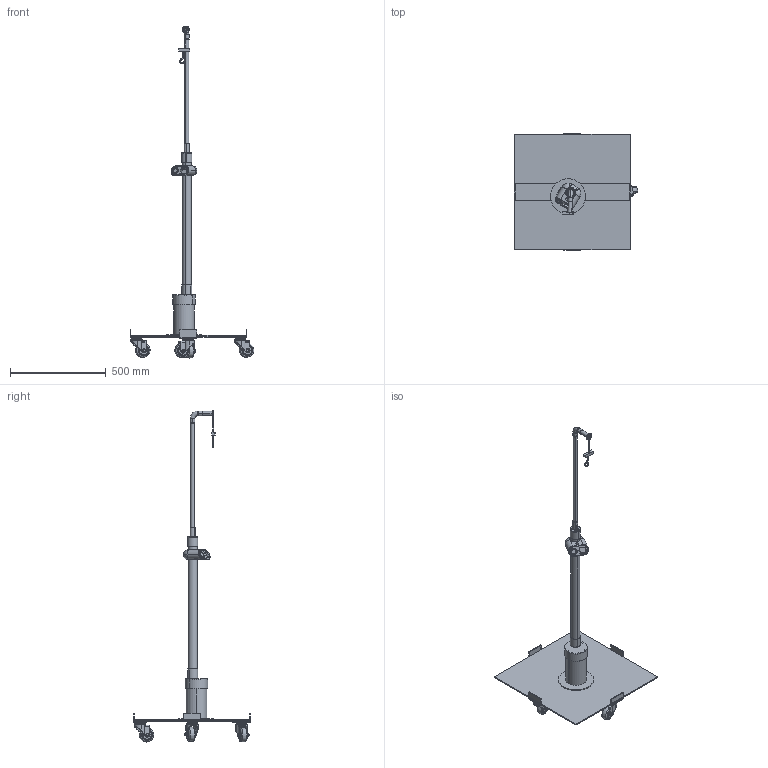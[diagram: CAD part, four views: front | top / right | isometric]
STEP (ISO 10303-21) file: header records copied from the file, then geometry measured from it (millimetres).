
FILE_DESCRIPTION (( 'STEP AP203' ), '1' );
FILE_NAME ('IV Project.STEP', '2025-12-25T01:07:05', ( '' ), ( '' ), 'SwSTEP 2.0', 'SolidWorks 2025', '' );
FILE_SCHEMA (( 'CONFIG_CONTROL_DESIGN' ));
Length unit declared in the file: inch
Products named in the file (22): CapV2; Part6; A-AX46; wheel assembly; TPR-3-TG; Part14_SmallPVC; A-R; A-PIN-S; Part 5_ Load Cell NEWNEW; Part13_MediumPVC; IV Project; Part 6_ Hook (1) NEWNEW; JoystickAndLEDHolder; Part12_PVCBase; Part15_PVCElbow; Part16_SmallPVC_HangOver; drum dolly; TPP1; Part11_Wood_Base; TPR-3-T; Small Cap V2; Load Cell Assembly NewNEW
Assembly tree (25 placements, depth 3):
  IV Project
    drum dolly
    wheel assembly  x4
      Part6
      A-PIN-S
      A-AX46
      A-R
      TPP1
      TPR-3-T
      TPR-3-TG
    Part11_Wood_Base
    Part12_PVCBase
    CapV2
    Part13_MediumPVC
    Small Cap V2
    Part14_SmallPVC
    Load Cell Assembly NewNEW
      Part 5_ Load Cell NEWNEW
      Part 6_ Hook (1) NEWNEW
    Part15_PVCElbow
    Part16_SmallPVC_HangOver
    JoystickAndLEDHolder
Bounding box: 647.2 x 609.6 x 1736.74 mm (x, y, z)
Volume: 4795941.3 mm3; surface area: 1980894.9 mm2
Topology: 45 solids, 45 shells, 1391 faces, 3237 edges, 2052 vertices
Faces by surface type: plane 535, cylinder 502, torus 176, cone 168, bspline 10
Entity records: 17517 total; most frequent: CARTESIAN_POINT 3717, DIRECTION 2536, ORIENTED_EDGE 2240, EDGE_CURVE 1120, AXIS2_PLACEMENT_3D 1008, VERTEX_POINT 710, EDGE_LOOP 554, VECTOR 520
